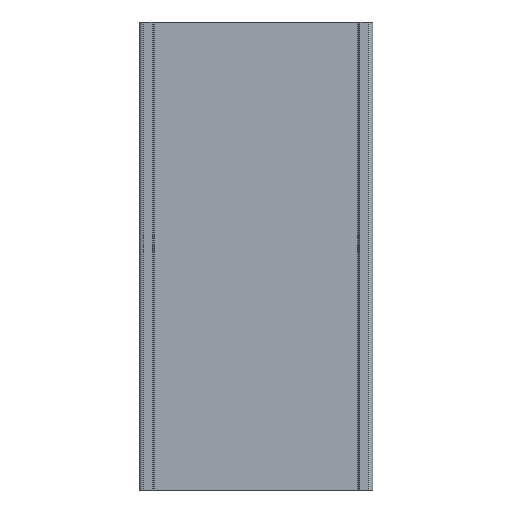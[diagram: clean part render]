
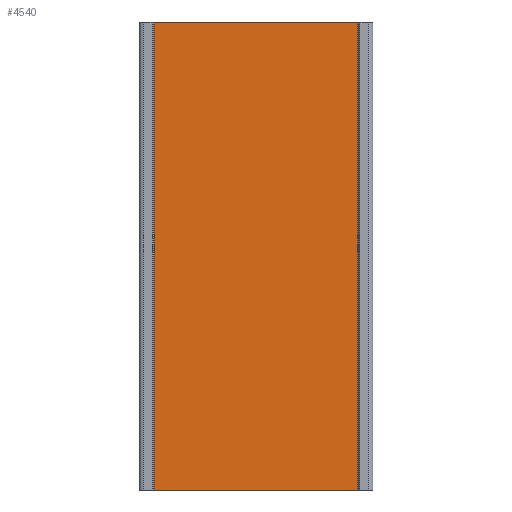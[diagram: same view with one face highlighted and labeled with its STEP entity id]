
A CAD part, front view. The second image highlights one B-rep face of the part: STEP entity #4540.
In plain terms, the highlighted planar face has unit normal (0, -1, 0).
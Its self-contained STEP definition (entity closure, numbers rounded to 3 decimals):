
#890=CARTESIAN_POINT('',(-38.83,8.838,0.));
#900=VERTEX_POINT('',#890);
#930=CARTESIAN_POINT('',(0.,8.838,0.));
#940=DIRECTION('',(-1.,0.,0.));
#950=VECTOR('',#940,1.);
#960=LINE('',#930,#950);
#970=CARTESIAN_POINT('',(5.17,8.838,0.));
#980=VERTEX_POINT('',#970);
#990=EDGE_CURVE('',#980,#900,#960,.T.);
#4240=CARTESIAN_POINT('',(-30.33,8.838,-10.)
);
#4250=DIRECTION('',(-0.,1.,0.));
#4260=DIRECTION('',(1.,0.,0.));
#4270=AXIS2_PLACEMENT_3D('',#4240,#4250,#4260);
#4280=PLANE('',#4270);
#4290=ORIENTED_EDGE('',*,*,#990,.F.);
#4300=CARTESIAN_POINT('',(-38.83,8.838,0.));
#4310=DIRECTION('',(0.,0.,1.));
#4320=VECTOR('',#4310,1.);
#4330=LINE('',#4300,#4320);
#4340=CARTESIAN_POINT('',(-38.83,8.838,100.));
#4350=VERTEX_POINT('',#4340);
#4360=EDGE_CURVE('',#900,#4350,#4330,.T.);
#4370=ORIENTED_EDGE('',*,*,#4360,.F.);
#4380=CARTESIAN_POINT('',(0.,8.838,100.));
#4390=DIRECTION('',(-1.,0.,0.));
#4400=VECTOR('',#4390,1.);
#4410=LINE('',#4380,#4400);
#4420=CARTESIAN_POINT('',(5.17,8.838,100.));
#4430=VERTEX_POINT('',#4420);
#4440=EDGE_CURVE('',#4430,#4350,#4410,.T.);
#4450=ORIENTED_EDGE('',*,*,#4440,.T.);
#4460=CARTESIAN_POINT('',(5.17,8.838,0.));
#4470=DIRECTION('',(0.,0.,-1.));
#4480=VECTOR('',#4470,1.);
#4490=LINE('',#4460,#4480);
#4500=EDGE_CURVE('',#4430,#980,#4490,.T.);
#4510=ORIENTED_EDGE('',*,*,#4500,.F.);
#4520=EDGE_LOOP('',(#4510,#4450,#4370,#4290));
#4530=FACE_OUTER_BOUND('',#4520,.T.);
#4540=ADVANCED_FACE('',(#4530),#4280,.F.);
